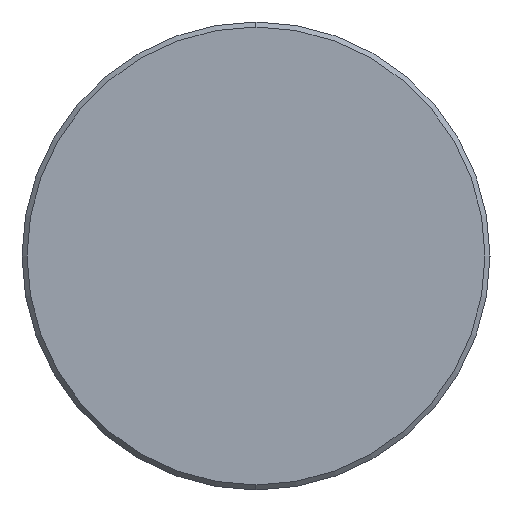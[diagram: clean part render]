
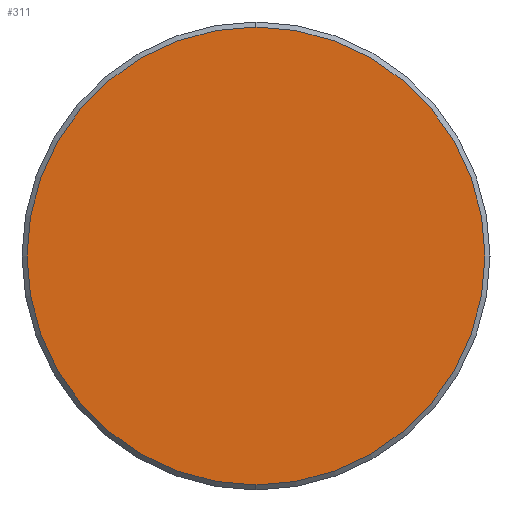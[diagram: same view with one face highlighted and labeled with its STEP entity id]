
A CAD part, left-side view. The second image highlights one B-rep face of the part: STEP entity #311.
In plain terms, the highlighted planar face has unit normal (-1, 0, 0).
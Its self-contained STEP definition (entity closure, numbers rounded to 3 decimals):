
#16 = CARTESIAN_POINT ( 'NONE',  ( 0., 0., 0. ) ) ;
#155 = DIRECTION ( 'NONE',  ( -1., 0., 0. ) ) ;
#173 = CARTESIAN_POINT ( 'NONE',  ( 0., 0., -13.7 ) ) ;
#178 = DIRECTION ( 'NONE',  ( -1., 0., 0. ) ) ;
#210 = CARTESIAN_POINT ( 'NONE',  ( 0., 0., 13.7 ) ) ;
#241 = AXIS2_PLACEMENT_3D ( 'NONE', #651, #178, #287 ) ;
#268 = ORIENTED_EDGE ( 'NONE', *, *, #409, .T. ) ;
#287 = DIRECTION ( 'NONE',  ( 0., 0., 1. ) ) ;
#311 = ADVANCED_FACE ( 'NONE', ( #694 ), #355, .F. ) ;
#338 = AXIS2_PLACEMENT_3D ( 'NONE', #16, #512, #690 ) ;
#355 = PLANE ( 'NONE',  #338 ) ;
#377 = EDGE_LOOP ( 'NONE', ( #268, #389 ) ) ;
#389 = ORIENTED_EDGE ( 'NONE', *, *, #696, .T. ) ;
#409 = EDGE_CURVE ( 'NONE', #620, #444, #417, .T. ) ;
#417 = CIRCLE ( 'NONE', #579, 13.7 ) ;
#444 = VERTEX_POINT ( 'NONE', #210 ) ;
#474 = CARTESIAN_POINT ( 'NONE',  ( 0., 0., 0. ) ) ;
#512 = DIRECTION ( 'NONE',  ( 1., 0., 0. ) ) ;
#518 = CIRCLE ( 'NONE', #241, 13.7 ) ;
#529 = DIRECTION ( 'NONE',  ( 0., 0., 1. ) ) ;
#579 = AXIS2_PLACEMENT_3D ( 'NONE', #474, #155, #529 ) ;
#620 = VERTEX_POINT ( 'NONE', #173 ) ;
#651 = CARTESIAN_POINT ( 'NONE',  ( 0., 0., 0. ) ) ;
#690 = DIRECTION ( 'NONE',  ( 0., 0., -1. ) ) ;
#694 = FACE_OUTER_BOUND ( 'NONE', #377, .T. ) ;
#696 = EDGE_CURVE ( 'NONE', #444, #620, #518, .T. ) ;
